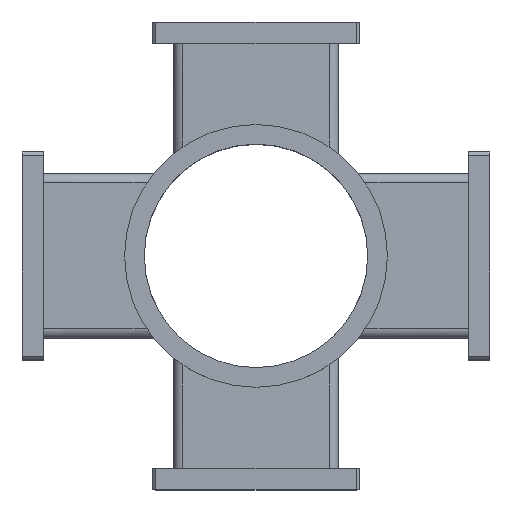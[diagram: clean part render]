
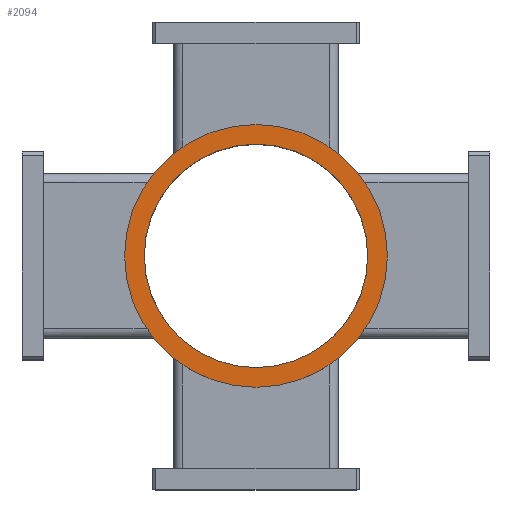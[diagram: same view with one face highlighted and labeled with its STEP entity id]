
A CAD part, top view. The second image highlights one B-rep face of the part: STEP entity #2094.
In plain terms, the highlighted planar face has unit normal (0, 0, 1).
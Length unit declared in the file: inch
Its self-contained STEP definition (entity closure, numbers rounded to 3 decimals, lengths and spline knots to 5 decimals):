
#2094=ADVANCED_FACE('',(#2657,#2658),#2435,.F.);
#2435=PLANE('',#8383);
#2657=FACE_BOUND('',#3105,.T.);
#2658=FACE_BOUND('',#3106,.T.);
#3105=EDGE_LOOP('',(#4381,#4382));
#3106=EDGE_LOOP('',(#4383,#4384));
#4381=ORIENTED_EDGE('',*,*,#6913,.F.);
#4382=ORIENTED_EDGE('',*,*,#6907,.F.);
#4383=ORIENTED_EDGE('',*,*,#6910,.T.);
#4384=ORIENTED_EDGE('',*,*,#6912,.T.);
#6030=VERTEX_POINT('',#12406);
#6031=VERTEX_POINT('',#12408);
#6032=VERTEX_POINT('',#12412);
#6033=VERTEX_POINT('',#12414);
#6907=EDGE_CURVE('',#6030,#6031,#7727,.T.);
#6910=EDGE_CURVE('',#6033,#6032,#7728,.T.);
#6912=EDGE_CURVE('',#6032,#6033,#7729,.T.);
#6913=EDGE_CURVE('',#6031,#6030,#7730,.T.);
#7727=CIRCLE('',#8376,3.01181);
#7728=CIRCLE('',#8378,3.54331);
#7729=CIRCLE('',#8380,3.54331);
#7730=CIRCLE('',#8382,3.01181);
#8376=AXIS2_PLACEMENT_3D('',#12407,#9899,#9900);
#8378=AXIS2_PLACEMENT_3D('',#12413,#9905,#9906);
#8380=AXIS2_PLACEMENT_3D('',#12417,#9910,#9911);
#8382=AXIS2_PLACEMENT_3D('',#12419,#9914,#9915);
#8383=AXIS2_PLACEMENT_3D('',#12420,#9916,#9917);
#9899=DIRECTION('',(0.,0.,1.));
#9900=DIRECTION('',(1.,0.,0.));
#9905=DIRECTION('',(0.,0.,1.));
#9906=DIRECTION('',(1.,0.,0.));
#9910=DIRECTION('',(0.,0.,1.));
#9911=DIRECTION('',(1.,0.,0.));
#9914=DIRECTION('',(0.,0.,1.));
#9915=DIRECTION('',(1.,0.,0.));
#9916=DIRECTION('',(0.,0.,-1.));
#9917=DIRECTION('',(-1.,0.,0.));
#12406=CARTESIAN_POINT('',(-3.01181,0.,1.8));
#12407=CARTESIAN_POINT('',(0.,0.,1.8));
#12408=CARTESIAN_POINT('',(3.01181,0.,1.8));
#12412=CARTESIAN_POINT('',(-3.54331,0.,1.8));
#12413=CARTESIAN_POINT('',(0.,0.,1.8));
#12414=CARTESIAN_POINT('',(3.54331,0.,1.8));
#12417=CARTESIAN_POINT('',(0.,0.,1.8));
#12419=CARTESIAN_POINT('',(0.,0.,1.8));
#12420=CARTESIAN_POINT('',(0.,3.01181,1.8));
